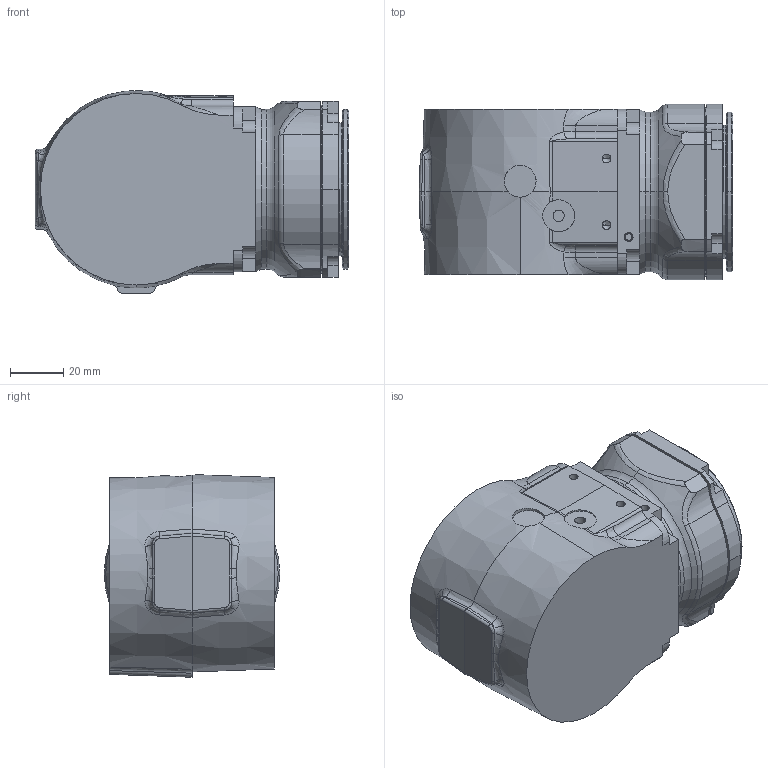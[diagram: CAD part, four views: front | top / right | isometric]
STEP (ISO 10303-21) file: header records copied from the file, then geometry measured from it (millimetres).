
FILE_DESCRIPTION (( 'STEP AP203' ), '1' );
FILE_NAME ('part5_Default_sldprt.STEP', '2023-12-02T08:07:53', ( '' ), ( '' ), 'SwSTEP 2.0', 'SolidWorks 2023', '' );
FILE_SCHEMA (( 'CONFIG_CONTROL_DESIGN' ));
Length unit declared in the file: millimetre
Products named in the file (1): part5_Default_sldprt
Bounding box: 118 x 66 x 76.1 mm (x, y, z)
Volume: 446382.3 mm3; surface area: 58842.6 mm2
Topology: 2 solids, 7 shells, 442 faces, 1155 edges, 729 vertices
Faces by surface type: cylinder 196, plane 93, torus 58, bspline 49, cone 46
Entity records: 18035 total; most frequent: CARTESIAN_POINT 7048, DIRECTION 2314, ORIENTED_EDGE 2302, EDGE_CURVE 1151, AXIS2_PLACEMENT_3D 961, VERTEX_POINT 729, CIRCLE 567, EDGE_LOOP 522
